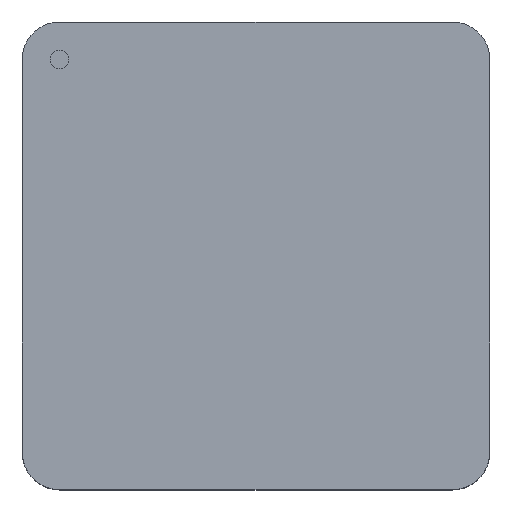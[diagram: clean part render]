
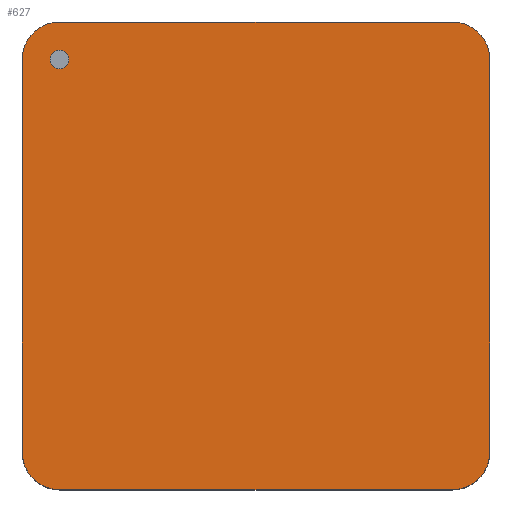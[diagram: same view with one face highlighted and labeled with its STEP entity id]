
A CAD part, top view. The second image highlights one B-rep face of the part: STEP entity #627.
In plain terms, the highlighted planar face has unit normal (0, 0, 1).
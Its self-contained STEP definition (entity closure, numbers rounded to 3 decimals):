
#509 = VERTEX_POINT('',#510);
#510 = CARTESIAN_POINT('',(-5.25,6.25,6.2));
#516 = EDGE_CURVE('',#509,#517,#519,.T.);
#517 = VERTEX_POINT('',#518);
#518 = CARTESIAN_POINT('',(5.25,6.25,6.2));
#519 = LINE('',#520,#521);
#520 = CARTESIAN_POINT('',(-6.25,6.25,6.2));
#521 = VECTOR('',#522,1.);
#522 = DIRECTION('',(1.,0.,0.));
#538 = EDGE_CURVE('',#539,#541,#543,.T.);
#539 = VERTEX_POINT('',#540);
#540 = CARTESIAN_POINT('',(6.25,5.25,6.2));
#541 = VERTEX_POINT('',#542);
#542 = CARTESIAN_POINT('',(6.25,-5.25,6.2));
#543 = LINE('',#544,#545);
#544 = CARTESIAN_POINT('',(6.25,6.25,6.2));
#545 = VECTOR('',#546,1.);
#546 = DIRECTION('',(0.,-1.,0.));
#569 = EDGE_CURVE('',#570,#572,#574,.T.);
#570 = VERTEX_POINT('',#571);
#571 = CARTESIAN_POINT('',(5.25,-6.25,6.2));
#572 = VERTEX_POINT('',#573);
#573 = CARTESIAN_POINT('',(-5.25,-6.25,6.2));
#574 = LINE('',#575,#576);
#575 = CARTESIAN_POINT('',(6.25,-6.25,6.2));
#576 = VECTOR('',#577,1.);
#577 = DIRECTION('',(-1.,0.,0.));
#600 = EDGE_CURVE('',#601,#603,#605,.T.);
#601 = VERTEX_POINT('',#602);
#602 = CARTESIAN_POINT('',(-6.25,-5.25,6.2));
#603 = VERTEX_POINT('',#604);
#604 = CARTESIAN_POINT('',(-6.25,5.25,6.2));
#605 = LINE('',#606,#607);
#606 = CARTESIAN_POINT('',(-6.25,-6.25,6.2));
#607 = VECTOR('',#608,1.);
#608 = DIRECTION('',(0.,1.,0.));
#627 = ADVANCED_FACE('',(#628,#639),#673,.T.);
#628 = FACE_BOUND('',#629,.T.);
#629 = EDGE_LOOP('',(#630));
#630 = ORIENTED_EDGE('',*,*,#631,.F.);
#631 = EDGE_CURVE('',#632,#632,#634,.T.);
#632 = VERTEX_POINT('',#633);
#633 = CARTESIAN_POINT('',(-5.,5.25,6.2));
#634 = CIRCLE('',#635,0.25);
#635 = AXIS2_PLACEMENT_3D('',#636,#637,#638);
#636 = CARTESIAN_POINT('',(-5.25,5.25,6.2));
#637 = DIRECTION('',(0.,0.,1.));
#638 = DIRECTION('',(1.,0.,0.));
#639 = FACE_BOUND('',#640,.T.);
#640 = EDGE_LOOP('',(#641,#642,#649,#650,#657,#658,#665,#666));
#641 = ORIENTED_EDGE('',*,*,#516,.F.);
#642 = ORIENTED_EDGE('',*,*,#643,.T.);
#643 = EDGE_CURVE('',#509,#603,#644,.T.);
#644 = CIRCLE('',#645,1.);
#645 = AXIS2_PLACEMENT_3D('',#646,#647,#648);
#646 = CARTESIAN_POINT('',(-5.25,5.25,6.2));
#647 = DIRECTION('',(0.,0.,1.));
#648 = DIRECTION('',(1.,0.,0.));
#649 = ORIENTED_EDGE('',*,*,#600,.F.);
#650 = ORIENTED_EDGE('',*,*,#651,.T.);
#651 = EDGE_CURVE('',#601,#572,#652,.T.);
#652 = CIRCLE('',#653,1.);
#653 = AXIS2_PLACEMENT_3D('',#654,#655,#656);
#654 = CARTESIAN_POINT('',(-5.25,-5.25,6.2));
#655 = DIRECTION('',(0.,0.,1.));
#656 = DIRECTION('',(1.,0.,0.));
#657 = ORIENTED_EDGE('',*,*,#569,.F.);
#658 = ORIENTED_EDGE('',*,*,#659,.T.);
#659 = EDGE_CURVE('',#570,#541,#660,.T.);
#660 = CIRCLE('',#661,1.);
#661 = AXIS2_PLACEMENT_3D('',#662,#663,#664);
#662 = CARTESIAN_POINT('',(5.25,-5.25,6.2));
#663 = DIRECTION('',(0.,0.,1.));
#664 = DIRECTION('',(1.,0.,0.));
#665 = ORIENTED_EDGE('',*,*,#538,.F.);
#666 = ORIENTED_EDGE('',*,*,#667,.T.);
#667 = EDGE_CURVE('',#539,#517,#668,.T.);
#668 = CIRCLE('',#669,1.);
#669 = AXIS2_PLACEMENT_3D('',#670,#671,#672);
#670 = CARTESIAN_POINT('',(5.25,5.25,6.2));
#671 = DIRECTION('',(0.,0.,1.));
#672 = DIRECTION('',(1.,0.,0.));
#673 = PLANE('',#674);
#674 = AXIS2_PLACEMENT_3D('',#675,#676,#677);
#675 = CARTESIAN_POINT('',(-6.25,6.25,6.2));
#676 = DIRECTION('',(0.,0.,1.));
#677 = DIRECTION('',(1.,0.,0.));
